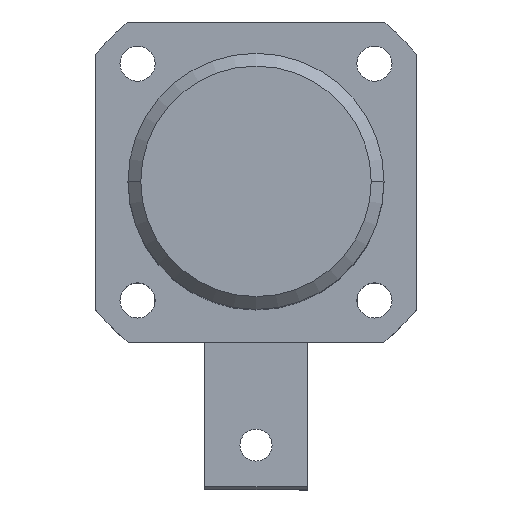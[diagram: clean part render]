
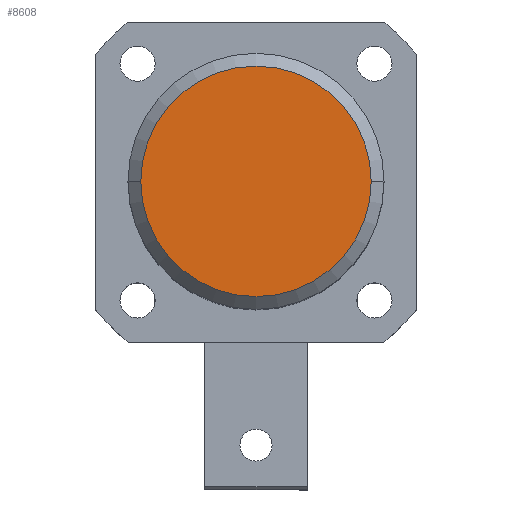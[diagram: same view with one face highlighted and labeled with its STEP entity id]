
A CAD part, top view. The second image highlights one B-rep face of the part: STEP entity #8608.
In plain terms, the highlighted planar face has unit normal (0, 0, 1).
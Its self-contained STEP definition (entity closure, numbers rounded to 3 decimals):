
#106 = CIRCLE ( 'NONE', #9454, 18. ) ;
#297 = CIRCLE ( 'NONE', #9507, 18. ) ;
#1348 = CARTESIAN_POINT ( 'NONE',  ( 0., 0., 86.5 ) ) ;
#1349 = DIRECTION ( 'NONE',  ( 0., 0., 1. ) ) ;
#1350 = DIRECTION ( 'NONE',  ( 1., 0., 0. ) ) ;
#2301 = CARTESIAN_POINT ( 'NONE',  ( -18., 0., 86.5 ) ) ;
#2303 = CARTESIAN_POINT ( 'NONE',  ( 18., 0., 86.5 ) ) ;
#3004 = CARTESIAN_POINT ( 'NONE',  ( 0., 0., 86.5 ) ) ;
#3006 = PLANE ( 'NONE',  #9333 ) ;
#3009 = DIRECTION ( 'NONE',  ( 0., 0., 1. ) ) ;
#3010 = DIRECTION ( 'NONE',  ( 1., 0., 0. ) ) ;
#3947 = CARTESIAN_POINT ( 'NONE',  ( 0., 0., 86.5 ) ) ;
#3948 = DIRECTION ( 'NONE',  ( 0., 0., 1. ) ) ;
#3949 = DIRECTION ( 'NONE',  ( 1., 0., 0. ) ) ;
#4916 = VERTEX_POINT ( 'NONE', #2301 ) ;
#4918 = VERTEX_POINT ( 'NONE', #2303 ) ;
#5004 = EDGE_LOOP ( 'NONE', ( #7051, #7052 ) ) ;
#7051 = ORIENTED_EDGE ( 'NONE', *, *, #8898, .T. ) ;
#7052 = ORIENTED_EDGE ( 'NONE', *, *, #8754, .T. ) ;
#8279 = FACE_OUTER_BOUND ( 'NONE', #5004, .T. ) ;
#8608 = ADVANCED_FACE ( 'NONE', ( #8279 ), #3006, .T. ) ;
#8754 = EDGE_CURVE ( 'NONE', #4918, #4916, #106, .T. ) ;
#8898 = EDGE_CURVE ( 'NONE', #4916, #4918, #297, .T. ) ;
#9333 = AXIS2_PLACEMENT_3D ( 'NONE', #3004, #3009, #3010 ) ;
#9454 = AXIS2_PLACEMENT_3D ( 'NONE', #3947, #3948, #3949 ) ;
#9507 = AXIS2_PLACEMENT_3D ( 'NONE', #1348, #1349, #1350 ) ;
